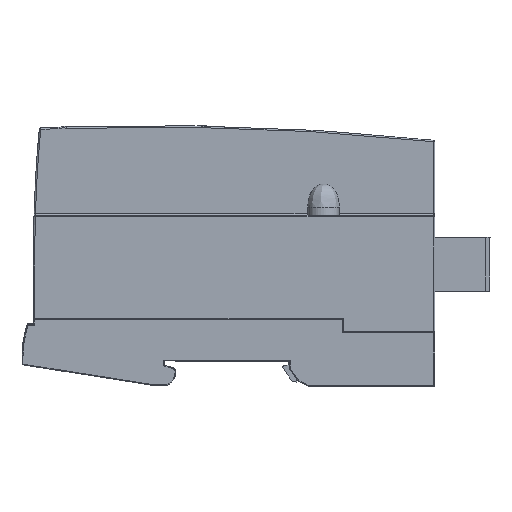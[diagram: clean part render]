
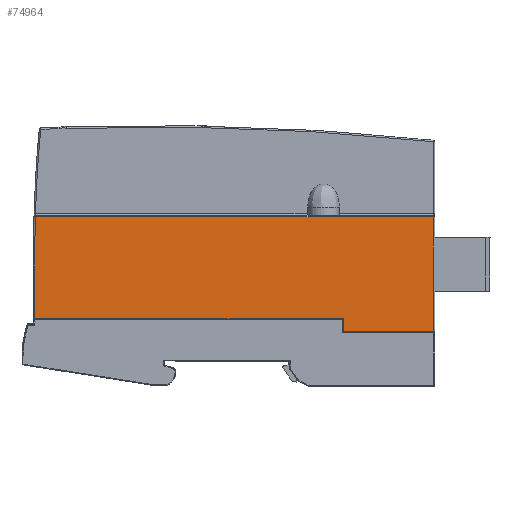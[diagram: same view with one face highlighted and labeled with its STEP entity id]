
A CAD part, left-side view. The second image highlights one B-rep face of the part: STEP entity #74964.
In plain terms, the highlighted planar face has unit normal (-1, 0, 0).
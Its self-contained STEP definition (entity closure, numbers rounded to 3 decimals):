
#1888 = FACE_OUTER_BOUND ( 'NONE', #54660, .T. ) ;
#5240 = CARTESIAN_POINT ( 'NONE',  ( -40., 36.742, 41.1 ) ) ;
#8247 = VECTOR ( 'NONE', #51829, 1000. ) ;
#8376 = ORIENTED_EDGE ( 'NONE', *, *, #54247, .T. ) ;
#8755 = ORIENTED_EDGE ( 'NONE', *, *, #13226, .F. ) ;
#12010 = DIRECTION ( 'NONE',  ( 0., 0., 1. ) ) ;
#13226 = EDGE_CURVE ( 'NONE', #83239, #93857, #58698, .T. ) ;
#15070 = CARTESIAN_POINT ( 'NONE',  ( -40., -76.2, 41.1 ) ) ;
#15797 = VERTEX_POINT ( 'NONE', #5240 ) ;
#15915 = CARTESIAN_POINT ( 'NONE',  ( -40., -76.2, 41.1 ) ) ;
#19376 = CARTESIAN_POINT ( 'NONE',  ( -40., -50.6, 12.2 ) ) ;
#22257 = AXIS2_PLACEMENT_3D ( 'NONE', #98007, #97889, #97666 ) ;
#22385 = VERTEX_POINT ( 'NONE', #92334 ) ;
#23569 = EDGE_CURVE ( 'NONE', #83239, #81389, #38819, .T. ) ;
#26453 = ORIENTED_EDGE ( 'NONE', *, *, #82262, .F. ) ;
#28999 = VERTEX_POINT ( 'NONE', #19376 ) ;
#31927 = ORIENTED_EDGE ( 'NONE', *, *, #79662, .F. ) ;
#35066 = CARTESIAN_POINT ( 'NONE',  ( -40., -76.2, 8.5 ) ) ;
#35719 = VECTOR ( 'NONE', #12010, 1000. ) ;
#38819 = LINE ( 'NONE', #15070, #35719 ) ;
#40314 = CARTESIAN_POINT ( 'NONE',  ( -40., -50.6, 8.5 ) ) ;
#43389 = CARTESIAN_POINT ( 'NONE',  ( -40., -52.6, 8.5 ) ) ;
#43782 = CARTESIAN_POINT ( 'NONE',  ( -40., 36.9, 30. ) ) ;
#45115 = AXIS2_PLACEMENT_3D ( 'NONE', #86906, #78358, #69763 ) ;
#51829 = DIRECTION ( 'NONE',  ( 0., 1., 0. ) ) ;
#54247 = EDGE_CURVE ( 'NONE', #15797, #106303, #84310, .T. ) ;
#54660 = EDGE_LOOP ( 'NONE', ( #8755, #87099, #78607, #8376, #69237, #26453, #31927 ) ) ;
#56143 = DIRECTION ( 'NONE',  ( 0., 0., -1. ) ) ;
#57399 = CARTESIAN_POINT ( 'NONE',  ( -40., 36.9, 11.9 ) ) ;
#58488 = LINE ( 'NONE', #88511, #89602 ) ;
#58698 = LINE ( 'NONE', #43389, #8247 ) ;
#63272 = EDGE_CURVE ( 'NONE', #81389, #15797, #104560, .T. ) ;
#63821 = VECTOR ( 'NONE', #56143, 1000. ) ;
#64144 = LINE ( 'NONE', #57399, #63821 ) ;
#66625 = DIRECTION ( 'NONE',  ( 0., 0., 1. ) ) ;
#66942 = EDGE_CURVE ( 'NONE', #106303, #22385, #64144, .T. ) ;
#67955 = CARTESIAN_POINT ( 'NONE',  ( -40., -50.6, 12. ) ) ;
#69237 = ORIENTED_EDGE ( 'NONE', *, *, #66942, .T. ) ;
#69763 = DIRECTION ( 'NONE',  ( 0., 0., -1. ) ) ;
#72413 = PLANE ( 'NONE',  #45115 ) ;
#74964 = ADVANCED_FACE ( 'NONE', ( #1888 ), #72413, .F. ) ;
#78358 = DIRECTION ( 'NONE',  ( 1., 0., 0. ) ) ;
#78607 = ORIENTED_EDGE ( 'NONE', *, *, #63272, .T. ) ;
#79662 = EDGE_CURVE ( 'NONE', #93857, #28999, #109032, .T. ) ;
#81389 = VERTEX_POINT ( 'NONE', #15915 ) ;
#81529 = CARTESIAN_POINT ( 'NONE',  ( -40., 37.131, 41.1 ) ) ;
#81767 = DIRECTION ( 'NONE',  ( 0., 1., 0. ) ) ;
#82262 = EDGE_CURVE ( 'NONE', #28999, #22385, #58488, .T. ) ;
#83239 = VERTEX_POINT ( 'NONE', #35066 ) ;
#84310 = CIRCLE ( 'NONE', #22257, 391.1 ) ;
#86906 = CARTESIAN_POINT ( 'NONE',  ( -40., -354.2, 30. ) ) ;
#87099 = ORIENTED_EDGE ( 'NONE', *, *, #23569, .T. ) ;
#88511 = CARTESIAN_POINT ( 'NONE',  ( -40., -48.6, 12.2 ) ) ;
#89602 = VECTOR ( 'NONE', #96890, 1000. ) ;
#92334 = CARTESIAN_POINT ( 'NONE',  ( -40., 36.9, 12.2 ) ) ;
#93857 = VERTEX_POINT ( 'NONE', #40314 ) ;
#96890 = DIRECTION ( 'NONE',  ( 0., 1., 0. ) ) ;
#97666 = DIRECTION ( 'NONE',  ( 0., 0., -1. ) ) ;
#97889 = DIRECTION ( 'NONE',  ( -1., 0., 0. ) ) ;
#98007 = CARTESIAN_POINT ( 'NONE',  ( -40., -354.2, 30. ) ) ;
#104560 = LINE ( 'NONE', #81529, #104851 ) ;
#104851 = VECTOR ( 'NONE', #81767, 1000. ) ;
#106303 = VERTEX_POINT ( 'NONE', #43782 ) ;
#108810 = VECTOR ( 'NONE', #66625, 1000. ) ;
#109032 = LINE ( 'NONE', #67955, #108810 ) ;
